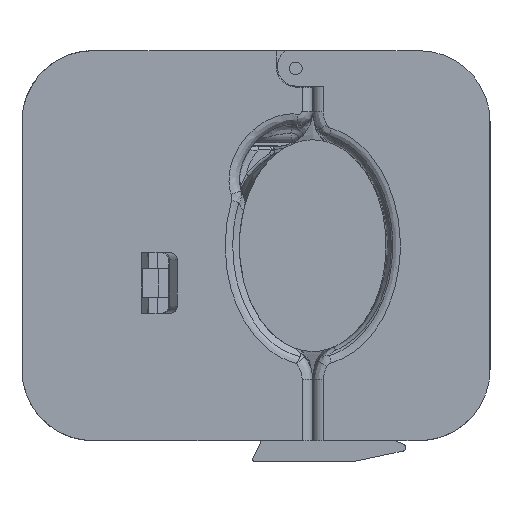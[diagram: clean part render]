
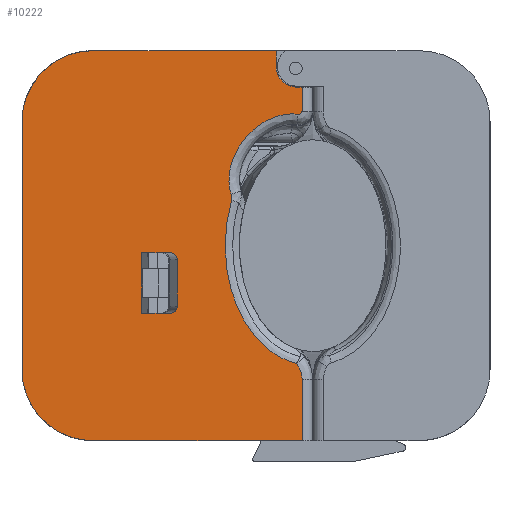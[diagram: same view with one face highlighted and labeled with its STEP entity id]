
A CAD part, left-side view. The second image highlights one B-rep face of the part: STEP entity #10222.
In plain terms, the highlighted planar face has unit normal (-1, 0, 0).
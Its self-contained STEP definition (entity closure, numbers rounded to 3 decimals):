
#98=ELLIPSE('',#11074,2.013,2.);
#99=ELLIPSE('',#11075,2.013,2.);
#150=FACE_BOUND('',#1579,.T.);
#541=CIRCLE('',#11071,5.8);
#542=CIRCLE('',#11072,20.);
#543=CIRCLE('',#11073,20.);
#987=FACE_OUTER_BOUND('',#1578,.T.);
#1578=EDGE_LOOP('',(#8391,#8392,#8393,#8394,#8395,#8396,#8397,#8398,#8399,
#8400,#8401,#8402,#8403,#8404,#8405));
#1579=EDGE_LOOP('',(#8406,#8407,#8408,#8409,#8410,#8411));
#2513=LINE('',#17117,#3553);
#2515=LINE('',#17617,#3555);
#2516=LINE('',#17624,#3556);
#2517=LINE('',#17628,#3557);
#2518=LINE('',#17630,#3558);
#2519=LINE('',#17634,#3559);
#2520=LINE('',#17637,#3560);
#2521=LINE('',#17640,#3561);
#2522=LINE('',#17642,#3562);
#2523=LINE('',#17644,#3563);
#2524=LINE('',#17648,#3564);
#3553=VECTOR('',#13072,10.);
#3555=VECTOR('',#13086,10.);
#3556=VECTOR('',#13089,10.);
#3557=VECTOR('',#13092,10.);
#3558=VECTOR('',#13093,10.);
#3559=VECTOR('',#13096,10.);
#3560=VECTOR('',#13099,10.);
#3561=VECTOR('',#13100,10.);
#3562=VECTOR('',#13101,10.);
#3563=VECTOR('',#13102,10.);
#3564=VECTOR('',#13105,10.);
#3932=B_SPLINE_CURVE_WITH_KNOTS('',3,(#17102,#17103,#17104,#17105),
 .UNSPECIFIED.,.F.,.F.,(4,4),(0.327,0.812),
 .UNSPECIFIED.);
#3938=B_SPLINE_CURVE_WITH_KNOTS('',3,(#17211,#17212,#17213,#17214,#17215,
#17216,#17217,#17218),.UNSPECIFIED.,.F.,.F.,(4,1,1,1,1,4),(-5.759,
-4.969,-3.389,-1.809,-1.019,
-0.302),.UNSPECIFIED.);
#3957=B_SPLINE_CURVE_WITH_KNOTS('',3,(#17478,#17479,#17480,#17481,#17482),
 .UNSPECIFIED.,.F.,.F.,(4,1,4),(0.009,0.069,
0.161),.UNSPECIFIED.);
#3960=B_SPLINE_CURVE_WITH_KNOTS('',3,(#17544,#17545,#17546,#17547,#17548,
#17549,#17550,#17551),.UNSPECIFIED.,.F.,.F.,(4,1,1,1,1,4),(-3.405,
-2.919,-1.946,-0.973,-0.486,
0.),.UNSPECIFIED.);
#3963=B_SPLINE_CURVE_WITH_KNOTS('',3,(#17604,#17605,#17606,#17607,#17608,
#17609,#17610),.UNSPECIFIED.,.F.,.F.,(4,1,1,1,4),(0.,0.013,
0.038,0.101,0.176),.UNSPECIFIED.);
#4656=VERTEX_POINT('',#17099);
#4657=VERTEX_POINT('',#17101);
#4659=VERTEX_POINT('',#17113);
#4664=VERTEX_POINT('',#17209);
#4682=VERTEX_POINT('',#17476);
#4683=VERTEX_POINT('',#17477);
#4686=VERTEX_POINT('',#17543);
#4690=VERTEX_POINT('',#17615);
#4691=VERTEX_POINT('',#17623);
#4692=VERTEX_POINT('',#17625);
#4693=VERTEX_POINT('',#17627);
#4694=VERTEX_POINT('',#17629);
#4695=VERTEX_POINT('',#17631);
#4696=VERTEX_POINT('',#17633);
#4697=VERTEX_POINT('',#17635);
#4698=VERTEX_POINT('',#17638);
#4699=VERTEX_POINT('',#17639);
#4700=VERTEX_POINT('',#17641);
#4701=VERTEX_POINT('',#17643);
#4702=VERTEX_POINT('',#17645);
#4703=VERTEX_POINT('',#17647);
#5945=EDGE_CURVE('',#4656,#4657,#3932,.T.);
#5950=EDGE_CURVE('',#4657,#4659,#2513,.T.);
#5956=EDGE_CURVE('',#4664,#4656,#3938,.T.);
#5976=EDGE_CURVE('',#4682,#4683,#3957,.T.);
#5980=EDGE_CURVE('',#4683,#4686,#3960,.T.);
#5984=EDGE_CURVE('',#4686,#4664,#3963,.T.);
#5987=EDGE_CURVE('',#4690,#4682,#2515,.T.);
#5989=EDGE_CURVE('',#4690,#4691,#2516,.T.);
#5990=EDGE_CURVE('',#4691,#4692,#541,.T.);
#5991=EDGE_CURVE('',#4692,#4693,#2517,.T.);
#5992=EDGE_CURVE('',#4694,#4693,#2518,.T.);
#5993=EDGE_CURVE('',#4695,#4694,#542,.T.);
#5994=EDGE_CURVE('',#4696,#4695,#2519,.T.);
#5995=EDGE_CURVE('',#4697,#4696,#543,.T.);
#5996=EDGE_CURVE('',#4659,#4697,#2520,.T.);
#5997=EDGE_CURVE('',#4698,#4699,#2521,.T.);
#5998=EDGE_CURVE('',#4699,#4700,#2522,.T.);
#5999=EDGE_CURVE('',#4700,#4701,#2523,.T.);
#6000=EDGE_CURVE('',#4701,#4702,#98,.T.);
#6001=EDGE_CURVE('',#4702,#4703,#2524,.T.);
#6002=EDGE_CURVE('',#4703,#4698,#99,.T.);
#8391=ORIENTED_EDGE('',*,*,#5945,.F.);
#8392=ORIENTED_EDGE('',*,*,#5956,.F.);
#8393=ORIENTED_EDGE('',*,*,#5984,.F.);
#8394=ORIENTED_EDGE('',*,*,#5980,.F.);
#8395=ORIENTED_EDGE('',*,*,#5976,.F.);
#8396=ORIENTED_EDGE('',*,*,#5987,.F.);
#8397=ORIENTED_EDGE('',*,*,#5989,.T.);
#8398=ORIENTED_EDGE('',*,*,#5990,.T.);
#8399=ORIENTED_EDGE('',*,*,#5991,.T.);
#8400=ORIENTED_EDGE('',*,*,#5992,.F.);
#8401=ORIENTED_EDGE('',*,*,#5993,.F.);
#8402=ORIENTED_EDGE('',*,*,#5994,.F.);
#8403=ORIENTED_EDGE('',*,*,#5995,.F.);
#8404=ORIENTED_EDGE('',*,*,#5996,.F.);
#8405=ORIENTED_EDGE('',*,*,#5950,.F.);
#8406=ORIENTED_EDGE('',*,*,#5997,.T.);
#8407=ORIENTED_EDGE('',*,*,#5998,.T.);
#8408=ORIENTED_EDGE('',*,*,#5999,.T.);
#8409=ORIENTED_EDGE('',*,*,#6000,.T.);
#8410=ORIENTED_EDGE('',*,*,#6001,.T.);
#8411=ORIENTED_EDGE('',*,*,#6002,.T.);
#9744=PLANE('',#11070);
#10222=ADVANCED_FACE('',(#987,#150),#9744,.T.);
#11070=AXIS2_PLACEMENT_3D('',#17622,#13087,#13088);
#11071=AXIS2_PLACEMENT_3D('',#17626,#13090,#13091);
#11072=AXIS2_PLACEMENT_3D('',#17632,#13094,#13095);
#11073=AXIS2_PLACEMENT_3D('',#17636,#13097,#13098);
#11074=AXIS2_PLACEMENT_3D('',#17646,#13103,#13104);
#11075=AXIS2_PLACEMENT_3D('',#17649,#13106,#13107);
#13072=DIRECTION('',(0.,0.,-1.));
#13086=DIRECTION('',(0.,0.,-1.));
#13087=DIRECTION('center_axis',(-1.,0.,0.));
#13088=DIRECTION('ref_axis',(0.,-1.,0.));
#13089=DIRECTION('',(0.,1.,0.));
#13090=DIRECTION('center_axis',(1.,0.,0.));
#13091=DIRECTION('ref_axis',(0.,1.,0.));
#13092=DIRECTION('',(0.,0.,1.));
#13093=DIRECTION('',(0.,-1.,0.));
#13094=DIRECTION('center_axis',(1.,0.,0.));
#13095=DIRECTION('ref_axis',(0.,0.707,0.707));
#13096=DIRECTION('',(0.,0.,1.));
#13097=DIRECTION('center_axis',(1.,0.,0.));
#13098=DIRECTION('ref_axis',(0.,0.707,-0.707));
#13099=DIRECTION('',(0.,1.,0.));
#13100=DIRECTION('',(0.,1.,0.));
#13101=DIRECTION('',(0.,0.,1.));
#13102=DIRECTION('',(0.,-1.,0.));
#13103=DIRECTION('center_axis',(1.,0.,0.));
#13104=DIRECTION('ref_axis',(0.,-1.,0.));
#13105=DIRECTION('',(0.,0.,-1.));
#13106=DIRECTION('center_axis',(1.,0.,0.));
#13107=DIRECTION('ref_axis',(0.,-1.,0.));
#17099=CARTESIAN_POINT('',(-110.738,-55.848,-33.252));
#17101=CARTESIAN_POINT('',(-110.738,-57.462,-37.726));
#17102=CARTESIAN_POINT('Ctrl Pts',(-110.738,-55.848,-33.252));
#17103=CARTESIAN_POINT('Ctrl Pts',(-110.738,-56.881,
-34.497));
#17104=CARTESIAN_POINT('Ctrl Pts',(-110.738,-57.462,
-36.109));
#17105=CARTESIAN_POINT('Ctrl Pts',(-110.738,-57.462,
-37.726));
#17113=CARTESIAN_POINT('',(-110.738,-57.462,-55.));
#17117=CARTESIAN_POINT('',(-110.738,-57.462,0.));
#17209=CARTESIAN_POINT('',(-110.738,-37.57,12.768));
#17211=CARTESIAN_POINT('Ctrl Pts',(-110.738,-37.57,
12.768));
#17212=CARTESIAN_POINT('Ctrl Pts',(-110.738,-36.827,
10.241));
#17213=CARTESIAN_POINT('Ctrl Pts',(-110.738,-35.318,
2.447));
#17214=CARTESIAN_POINT('Ctrl Pts',(-110.738,-36.094,
-10.853));
#17215=CARTESIAN_POINT('Ctrl Pts',(-110.738,-41.458,
-23.202));
#17216=CARTESIAN_POINT('Ctrl Pts',(-110.738,-48.919,
-30.491));
#17217=CARTESIAN_POINT('Ctrl Pts',(-110.738,-53.536,
-32.658));
#17218=CARTESIAN_POINT('Ctrl Pts',(-110.738,-55.848,
-33.252));
#17476=CARTESIAN_POINT('',(-110.738,-57.462,37.899));
#17477=CARTESIAN_POINT('',(-110.738,-56.351,37.078));
#17478=CARTESIAN_POINT('Ctrl Pts',(-110.738,-57.461,
37.899));
#17479=CARTESIAN_POINT('Ctrl Pts',(-110.738,-57.426,
37.7));
#17480=CARTESIAN_POINT('Ctrl Pts',(-110.738,-57.185,
37.225));
#17481=CARTESIAN_POINT('Ctrl Pts',(-110.738,-56.655,
37.039));
#17482=CARTESIAN_POINT('Ctrl Pts',(-110.738,-56.351,
37.078));
#17543=CARTESIAN_POINT('',(-110.738,-37.428,14.503));
#17544=CARTESIAN_POINT('Ctrl Pts',(-110.738,-56.351,37.078));
#17545=CARTESIAN_POINT('Ctrl Pts',(-110.738,-54.742,
37.281));
#17546=CARTESIAN_POINT('Ctrl Pts',(-110.738,-49.799,
36.9));
#17547=CARTESIAN_POINT('Ctrl Pts',(-110.738,-42.599,
32.642));
#17548=CARTESIAN_POINT('Ctrl Pts',(-110.738,-37.985,
25.735));
#17549=CARTESIAN_POINT('Ctrl Pts',(-110.738,-36.595,
19.324));
#17550=CARTESIAN_POINT('Ctrl Pts',(-110.738,-36.941,
16.05));
#17551=CARTESIAN_POINT('Ctrl Pts',(-110.738,-37.428,
14.503));
#17604=CARTESIAN_POINT('Ctrl Pts',(-110.738,-37.428,
14.503));
#17605=CARTESIAN_POINT('Ctrl Pts',(-110.738,-37.44,
14.463));
#17606=CARTESIAN_POINT('Ctrl Pts',(-110.738,-37.477,
14.342));
#17607=CARTESIAN_POINT('Ctrl Pts',(-110.738,-37.563,
14.017));
#17608=CARTESIAN_POINT('Ctrl Pts',(-110.738,-37.653,
13.478));
#17609=CARTESIAN_POINT('Ctrl Pts',(-110.738,-37.641,
13.009));
#17610=CARTESIAN_POINT('Ctrl Pts',(-110.738,-37.57,
12.768));
#17615=CARTESIAN_POINT('',(-110.738,-57.462,44.7));
#17617=CARTESIAN_POINT('',(-110.738,-57.462,0.));
#17622=CARTESIAN_POINT('Origin',(-110.738,21.538,0.));
#17623=CARTESIAN_POINT('',(-110.738,-55.962,44.7));
#17624=CARTESIAN_POINT('',(-110.738,-19.462,44.7));
#17625=CARTESIAN_POINT('',(-110.738,-50.162,50.5));
#17626=CARTESIAN_POINT('Origin',(-110.738,-55.962,50.5));
#17627=CARTESIAN_POINT('',(-110.738,-50.162,55.));
#17628=CARTESIAN_POINT('',(-110.738,-50.162,25.25));
#17629=CARTESIAN_POINT('',(-110.738,1.538,55.));
#17630=CARTESIAN_POINT('',(-110.738,-110.462,55.));
#17631=CARTESIAN_POINT('',(-110.738,21.538,35.));
#17632=CARTESIAN_POINT('Origin',(-110.738,1.538,35.));
#17633=CARTESIAN_POINT('',(-110.738,21.538,-35.));
#17634=CARTESIAN_POINT('',(-110.738,21.538,0.));
#17635=CARTESIAN_POINT('',(-110.738,1.538,-55.));
#17636=CARTESIAN_POINT('Origin',(-110.738,1.538,-35.));
#17637=CARTESIAN_POINT('',(-110.738,-110.462,-55.));
#17638=CARTESIAN_POINT('',(-110.738,-20.287,-19.031));
#17639=CARTESIAN_POINT('',(-110.738,-12.235,-19.031));
#17640=CARTESIAN_POINT('',(-110.738,5.661,-19.031));
#17641=CARTESIAN_POINT('',(-110.738,-12.235,-2.031));
#17642=CARTESIAN_POINT('',(-110.738,-12.235,-1.015));
#17643=CARTESIAN_POINT('',(-110.738,-20.287,-2.031));
#17644=CARTESIAN_POINT('',(-110.738,1.687,-2.031));
#17645=CARTESIAN_POINT('',(-110.738,-22.3,-4.031));
#17646=CARTESIAN_POINT('Origin',(-110.738,-20.287,-4.031));
#17647=CARTESIAN_POINT('',(-110.738,-22.3,-17.031));
#17648=CARTESIAN_POINT('',(-110.738,-22.3,-8.515));
#17649=CARTESIAN_POINT('Origin',(-110.738,-20.287,-17.031));
